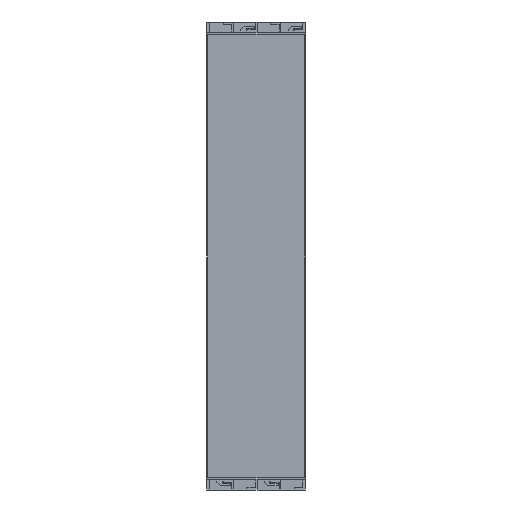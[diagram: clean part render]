
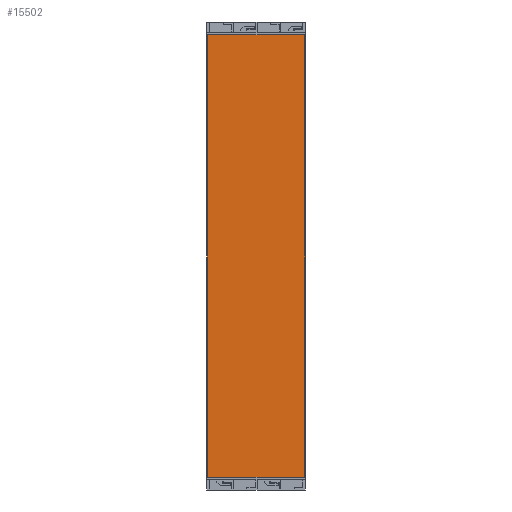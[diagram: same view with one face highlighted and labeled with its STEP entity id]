
A CAD part, left-side view. The second image highlights one B-rep face of the part: STEP entity #15502.
In plain terms, the highlighted face is planar.
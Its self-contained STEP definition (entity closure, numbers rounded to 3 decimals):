
#928 = DIRECTION ( 'NONE',  ( 0., -1., 0. ) ) ;
#1346 = LINE ( 'NONE', #14526, #3248 ) ;
#1589 = ORIENTED_EDGE ( 'NONE', *, *, #5016, .F. ) ;
#1695 = DIRECTION ( 'NONE',  ( 0., 0., -1. ) ) ;
#1750 = EDGE_CURVE ( 'NONE', #13455, #3764, #3417, .T. ) ;
#2412 = DIRECTION ( 'NONE',  ( -1., 0., 0. ) ) ;
#3110 = FACE_OUTER_BOUND ( 'NONE', #7017, .T. ) ;
#3248 = VECTOR ( 'NONE', #2412, 1000. ) ;
#3417 = LINE ( 'NONE', #15620, #7472 ) ;
#3764 = VERTEX_POINT ( 'NONE', #15847 ) ;
#3799 = EDGE_CURVE ( 'NONE', #11306, #13455, #10259, .T. ) ;
#4880 = DIRECTION ( 'NONE',  ( 0., -1., 0. ) ) ;
#5016 = EDGE_CURVE ( 'NONE', #11306, #8682, #6111, .T. ) ;
#5476 = ORIENTED_EDGE ( 'NONE', *, *, #10972, .F. ) ;
#5962 = VECTOR ( 'NONE', #14332, 1000. ) ;
#6111 = LINE ( 'NONE', #10179, #12729 ) ;
#7017 = EDGE_LOOP ( 'NONE', ( #16945, #5476, #1589, #7687 ) ) ;
#7146 = AXIS2_PLACEMENT_3D ( 'NONE', #11060, #1695, #14059 ) ;
#7472 = VECTOR ( 'NONE', #928, 1000. ) ;
#7687 = ORIENTED_EDGE ( 'NONE', *, *, #3799, .T. ) ;
#8682 = VERTEX_POINT ( 'NONE', #8721 ) ;
#8721 = CARTESIAN_POINT ( 'NONE',  ( 130.5, -58., 3. ) ) ;
#8925 = CARTESIAN_POINT ( 'NONE',  ( 130.5, 0., 3. ) ) ;
#9764 = CARTESIAN_POINT ( 'NONE',  ( -130.5, 0., 3. ) ) ;
#10179 = CARTESIAN_POINT ( 'NONE',  ( 130.5, 0., 3. ) ) ;
#10259 = LINE ( 'NONE', #8925, #5962 ) ;
#10342 = CARTESIAN_POINT ( 'NONE',  ( 130.5, 0., 3. ) ) ;
#10972 = EDGE_CURVE ( 'NONE', #8682, #3764, #1346, .T. ) ;
#11060 = CARTESIAN_POINT ( 'NONE',  ( 130.5, 0., 3. ) ) ;
#11306 = VERTEX_POINT ( 'NONE', #10342 ) ;
#12729 = VECTOR ( 'NONE', #4880, 1000. ) ;
#13455 = VERTEX_POINT ( 'NONE', #9764 ) ;
#14059 = DIRECTION ( 'NONE',  ( 0., 1., 0. ) ) ;
#14332 = DIRECTION ( 'NONE',  ( -1., 0., 0. ) ) ;
#14526 = CARTESIAN_POINT ( 'NONE',  ( 130.5, -58., 3. ) ) ;
#15216 = PLANE ( 'NONE',  #7146 ) ;
#15502 = ADVANCED_FACE ( 'NONE', ( #3110 ), #15216, .F. ) ;
#15620 = CARTESIAN_POINT ( 'NONE',  ( -130.5, 0., 3. ) ) ;
#15847 = CARTESIAN_POINT ( 'NONE',  ( -130.5, -58., 3. ) ) ;
#16945 = ORIENTED_EDGE ( 'NONE', *, *, #1750, .T. ) ;
